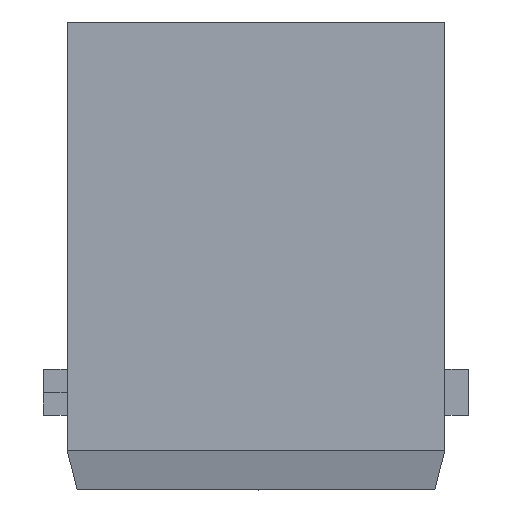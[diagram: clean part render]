
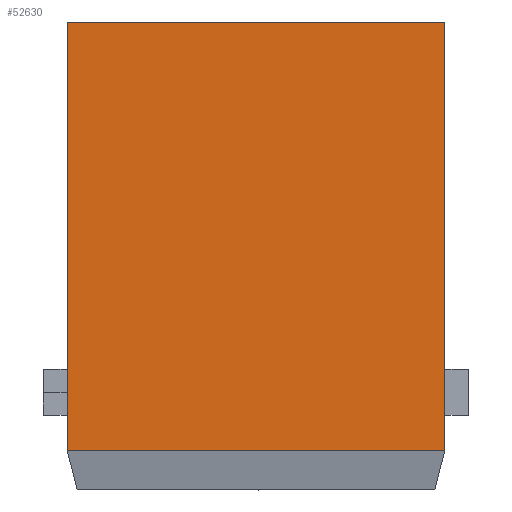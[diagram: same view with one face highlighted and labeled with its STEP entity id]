
A CAD part, left-side view. The second image highlights one B-rep face of the part: STEP entity #52630.
In plain terms, the highlighted face is planar.
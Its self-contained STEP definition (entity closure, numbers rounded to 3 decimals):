
#8760=CARTESIAN_POINT('',(22.025,16.45,-15.15));
#8770=VERTEX_POINT('',#8760);
#8800=CARTESIAN_POINT('',(22.025,16.45,0.));
#8810=DIRECTION('',(0.,0.,1.));
#8820=VECTOR('',#8810,1.);
#8830=LINE('',#8800,#8820);
#8840=CARTESIAN_POINT('',(22.025,16.45,15.15));
#8850=VERTEX_POINT('',#8840);
#8860=EDGE_CURVE('',#8770,#8850,#8830,.T.);
#52330=CARTESIAN_POINT('',(22.025,-2.55,
0.));
#52340=DIRECTION('',(1.,0.,0.));
#52350=DIRECTION('',(0.,-1.,0.));
#52360=AXIS2_PLACEMENT_3D('',#52330,#52340,#52350);
#52370=PLANE('',#52360);
#52380=CARTESIAN_POINT('',(22.025,-17.891,
0.));
#52390=DIRECTION('',(0.,0.,1.));
#52400=VECTOR('',#52390,1.);
#52410=LINE('',#52380,#52400);
#52420=CARTESIAN_POINT('',(22.025,-17.891,-15.15));
#52430=VERTEX_POINT('',#52420);
#52440=CARTESIAN_POINT('',(22.025,-17.891,
15.15));
#52450=VERTEX_POINT('',#52440);
#52460=EDGE_CURVE('',#52430,#52450,#52410,.T.);
#52470=ORIENTED_EDGE('',*,*,#52460,.F.);
#52480=CARTESIAN_POINT('',(22.025,0.,15.15));
#52490=DIRECTION('',(0.,-1.,0.));
#52500=VECTOR('',#52490,1.);
#52510=LINE('',#52480,#52500);
#52520=EDGE_CURVE('',#8850,#52450,#52510,.T.);
#52530=ORIENTED_EDGE('',*,*,#52520,.T.);
#52540=ORIENTED_EDGE('',*,*,#8860,.T.);
#52550=CARTESIAN_POINT('',(22.025,0.,-15.15));
#52560=DIRECTION('',(0.,1.,0.));
#52570=VECTOR('',#52560,1.);
#52580=LINE('',#52550,#52570);
#52590=EDGE_CURVE('',#52430,#8770,#52580,.T.);
#52600=ORIENTED_EDGE('',*,*,#52590,.T.);
#52610=EDGE_LOOP('',(#52600,#52540,#52530,#52470));
#52620=FACE_OUTER_BOUND('',#52610,.T.);
#52630=ADVANCED_FACE('',(#52620),#52370,.T.);
